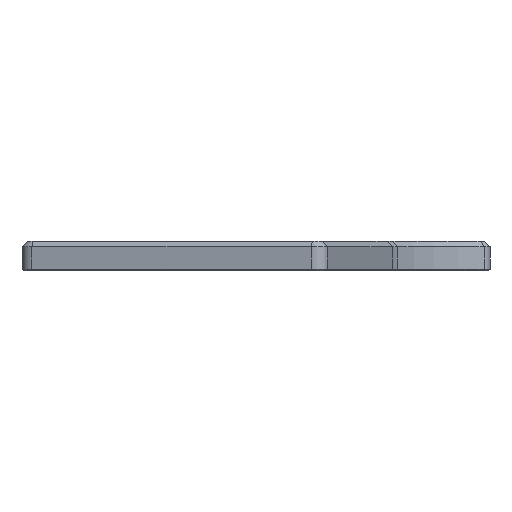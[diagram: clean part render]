
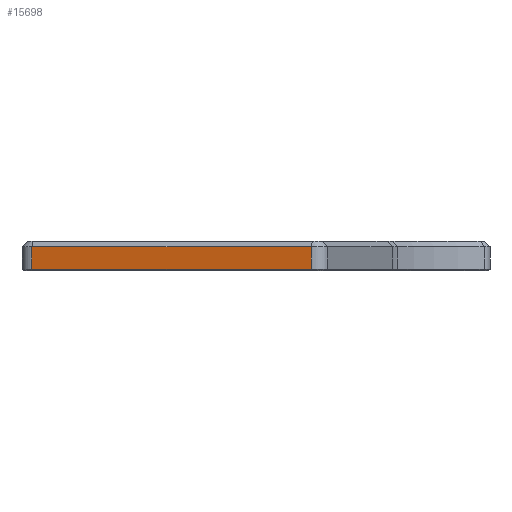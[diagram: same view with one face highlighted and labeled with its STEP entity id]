
A CAD part, left-side view. The second image highlights one B-rep face of the part: STEP entity #15698.
In plain terms, the highlighted planar face has unit normal (-0.966, 0.259, 0).
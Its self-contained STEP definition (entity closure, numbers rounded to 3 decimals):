
#261=PLANE('',#16982);
#950=FACE_OUTER_BOUND('',#1859,.T.);
#1859=EDGE_LOOP('',(#12458,#12459,#12460,#12461));
#4331=LINE('',#36046,#5412);
#4349=LINE('',#36098,#5430);
#4355=LINE('',#36111,#5436);
#4356=LINE('',#36113,#5437);
#5412=VECTOR('',#20036,10.);
#5430=VECTOR('',#20102,10.);
#5436=VECTOR('',#20122,10.);
#5437=VECTOR('',#20125,10.);
#7094=VERTEX_POINT('',#36040);
#7095=VERTEX_POINT('',#36044);
#7104=VERTEX_POINT('',#36092);
#7105=VERTEX_POINT('',#36096);
#9173=EDGE_CURVE('',#7094,#7095,#4331,.T.);
#9198=EDGE_CURVE('',#7105,#7104,#4349,.T.);
#9205=EDGE_CURVE('',#7104,#7094,#4355,.T.);
#9206=EDGE_CURVE('',#7095,#7105,#4356,.T.);
#12458=ORIENTED_EDGE('',*,*,#9173,.F.);
#12459=ORIENTED_EDGE('',*,*,#9205,.F.);
#12460=ORIENTED_EDGE('',*,*,#9198,.F.);
#12461=ORIENTED_EDGE('',*,*,#9206,.F.);
#15698=ADVANCED_FACE('',(#950),#261,.F.);
#16982=AXIS2_PLACEMENT_3D('',#36112,#20123,#20124);
#20036=DIRECTION('',(-0.259,-0.966,0.));
#20102=DIRECTION('',(0.259,0.966,0.));
#20122=DIRECTION('',(0.,0.,1.));
#20123=DIRECTION('center_axis',(0.966,-0.259,0.));
#20124=DIRECTION('ref_axis',(0.259,0.966,0.));
#20125=DIRECTION('',(0.,0.,-1.));
#36040=CARTESIAN_POINT('',(-148.919,88.237,8.2));
#36044=CARTESIAN_POINT('',(-177.067,-16.826,8.2));
#36046=CARTESIAN_POINT('',(-168.156,16.434,8.2));
#36092=CARTESIAN_POINT('',(-148.919,88.237,-0.3));
#36096=CARTESIAN_POINT('',(-177.067,-16.826,-0.3));
#36098=CARTESIAN_POINT('',(-168.156,16.434,-0.3));
#36111=CARTESIAN_POINT('',(-148.919,88.237,-0.8));
#36112=CARTESIAN_POINT('Origin',(-176.291,-13.928,-0.8));
#36113=CARTESIAN_POINT('',(-177.067,-16.826,-0.8));
